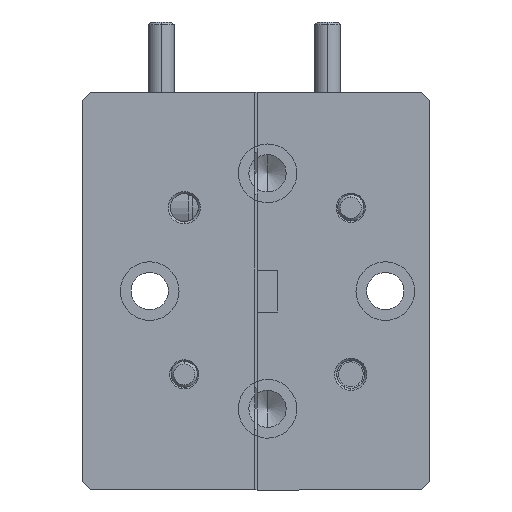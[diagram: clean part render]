
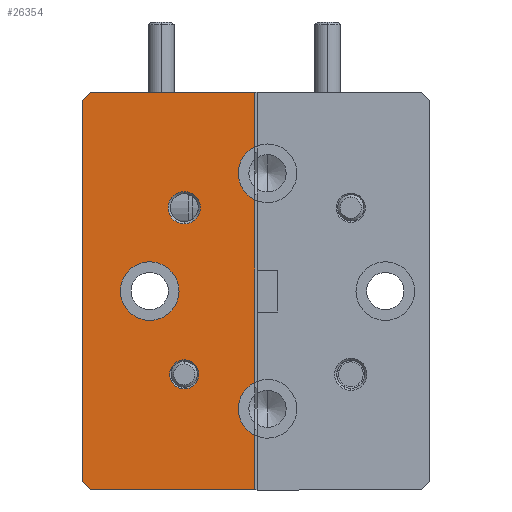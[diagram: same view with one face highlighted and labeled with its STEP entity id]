
A CAD part, left-side view. The second image highlights one B-rep face of the part: STEP entity #26354.
In plain terms, the highlighted planar face has unit normal (-1, 0, 0).
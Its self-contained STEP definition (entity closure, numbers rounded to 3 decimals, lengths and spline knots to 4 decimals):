
#14 = CIRCLE ( 'NONE', #27883, 0.0385 ) ;
#273 = CARTESIAN_POINT ( 'NONE',  ( -1.8, 0.1689, 0.1989 ) ) ;
#582 = CARTESIAN_POINT ( 'NONE',  ( -1.8, 0.412, 0.455 ) ) ;
#679 = DIRECTION ( 'NONE',  ( 0., 0., 1. ) ) ;
#1534 = CARTESIAN_POINT ( 'NONE',  ( -1.8, 0.412, 0.475 ) ) ;
#1588 = CARTESIAN_POINT ( 'NONE',  ( -1.8, 0.412, -0.475 ) ) ;
#1626 = LINE ( 'NONE', #1534, #32015 ) ;
#2771 = VERTEX_POINT ( 'NONE', #54032 ) ;
#2779 = CARTESIAN_POINT ( 'NONE',  ( -1.8, 0., 0.475 ) ) ;
#3265 = ORIENTED_EDGE ( 'NONE', *, *, #23973, .F. ) ;
#3361 = DIRECTION ( 'NONE',  ( -1., 0., 0. ) ) ;
#3561 = VERTEX_POINT ( 'NONE', #55580 ) ;
#3775 = AXIS2_PLACEMENT_3D ( 'NONE', #39591, #22415, #679 ) ;
#4279 = CIRCLE ( 'NONE', #11183, 0.0385 ) ;
#4557 = DIRECTION ( 'NONE',  ( 0., -0.707, 0.707 ) ) ;
#5590 = ORIENTED_EDGE ( 'NONE', *, *, #45393, .F. ) ;
#6248 = CIRCLE ( 'NONE', #7864, 0.0347 ) ;
#6328 = CARTESIAN_POINT ( 'NONE',  ( -1.8, 0., 0.218 ) ) ;
#6354 = EDGE_CURVE ( 'NONE', #22314, #27619, #12870, .T. ) ;
#7101 = EDGE_CURVE ( 'NONE', #2771, #30897, #15955, .T. ) ;
#7864 = AXIS2_PLACEMENT_3D ( 'NONE', #33739, #3361, #24720 ) ;
#7937 = ORIENTED_EDGE ( 'NONE', *, *, #55264, .F. ) ;
#8549 = EDGE_CURVE ( 'NONE', #14103, #27619, #1626, .T. ) ;
#9008 = DIRECTION ( 'NONE',  ( -1., 0., 0. ) ) ;
#9553 = CARTESIAN_POINT ( 'NONE',  ( -1.8, -0.03, -0.2813 ) ) ;
#10209 = ORIENTED_EDGE ( 'NONE', *, *, #7101, .F. ) ;
#11008 = VECTOR ( 'NONE', #48661, 39.3701 ) ;
#11183 = AXIS2_PLACEMENT_3D ( 'NONE', #273, #34990, #13338 ) ;
#11669 = AXIS2_PLACEMENT_3D ( 'NONE', #27512, #35990, #23552 ) ;
#12535 = DIRECTION ( 'NONE',  ( 0., 0., -1. ) ) ;
#12870 = LINE ( 'NONE', #582, #47923 ) ;
#13338 = DIRECTION ( 'NONE',  ( 0., 0., 1. ) ) ;
#13890 = DIRECTION ( 'NONE',  ( 0., 0., 1. ) ) ;
#14018 = ORIENTED_EDGE ( 'NONE', *, *, #16909, .F. ) ;
#14103 = VERTEX_POINT ( 'NONE', #2779 ) ;
#14646 = EDGE_LOOP ( 'NONE', ( #3265, #7937 ) ) ;
#14829 = VERTEX_POINT ( 'NONE', #41328 ) ;
#14953 = VERTEX_POINT ( 'NONE', #17154 ) ;
#15030 = FACE_BOUND ( 'NONE', #34806, .T. ) ;
#15517 = CARTESIAN_POINT ( 'NONE',  ( -1.8, 0.1689, -0.2336 ) ) ;
#15738 = FACE_BOUND ( 'NONE', #14646, .T. ) ;
#15955 = CIRCLE ( 'NONE', #45014, 0.07 ) ;
#16245 = ORIENTED_EDGE ( 'NONE', *, *, #34647, .T. ) ;
#16384 = FACE_OUTER_BOUND ( 'NONE', #17560, .T. ) ;
#16909 = EDGE_CURVE ( 'NONE', #14829, #3561, #18982, .T. ) ;
#16969 = VERTEX_POINT ( 'NONE', #30507 ) ;
#17154 = CARTESIAN_POINT ( 'NONE',  ( -1.8, 0., -0.475 ) ) ;
#17361 = DIRECTION ( 'NONE',  ( 0., 0., 1. ) ) ;
#17560 = EDGE_LOOP ( 'NONE', ( #10209, #16245, #36629, #37400, #20686, #43045, #54596, #40391, #17694, #18936 ) ) ;
#17694 = ORIENTED_EDGE ( 'NONE', *, *, #54595, .F. ) ;
#18254 = CARTESIAN_POINT ( 'NONE',  ( -1.8, 0.412, -0.455 ) ) ;
#18936 = ORIENTED_EDGE ( 'NONE', *, *, #42262, .T. ) ;
#18982 = CIRCLE ( 'NONE', #3775, 0.07 ) ;
#20686 = ORIENTED_EDGE ( 'NONE', *, *, #8549, .T. ) ;
#21065 = VECTOR ( 'NONE', #55773, 39.3701 ) ;
#21258 = CARTESIAN_POINT ( 'NONE',  ( -1.8, 0.412, -0.455 ) ) ;
#21391 = VECTOR ( 'NONE', #22189, 39.3701 ) ;
#22189 = DIRECTION ( 'NONE',  ( 0., 0., 1. ) ) ;
#22314 = VERTEX_POINT ( 'NONE', #23068 ) ;
#22415 = DIRECTION ( 'NONE',  ( -1., 0., 0. ) ) ;
#22764 = LINE ( 'NONE', #43161, #21391 ) ;
#23068 = CARTESIAN_POINT ( 'NONE',  ( -1.8, 0.412, 0.455 ) ) ;
#23552 = DIRECTION ( 'NONE',  ( 0., 0., 1. ) ) ;
#23696 = VERTEX_POINT ( 'NONE', #36451 ) ;
#23973 = EDGE_CURVE ( 'NONE', #23696, #52973, #6248, .T. ) ;
#24182 = DIRECTION ( 'NONE',  ( 0., 0., 1. ) ) ;
#24720 = DIRECTION ( 'NONE',  ( 0., 0., 1. ) ) ;
#25056 = CARTESIAN_POINT ( 'NONE',  ( -1.8, 0.1689, 0.1604 ) ) ;
#25166 = DIRECTION ( 'NONE',  ( 1., 0., 0. ) ) ;
#25168 = LINE ( 'NONE', #18254, #11008 ) ;
#26047 = VERTEX_POINT ( 'NONE', #49201 ) ;
#26049 = AXIS2_PLACEMENT_3D ( 'NONE', #26678, #25166, #12535 ) ;
#26354 = ADVANCED_FACE ( 'NONE', ( #16384, #53575, #15738, #15030 ), #51426, .F. ) ;
#26678 = CARTESIAN_POINT ( 'NONE',  ( -1.8, 0.412, 0.475 ) ) ;
#27512 = CARTESIAN_POINT ( 'NONE',  ( -1.8, 0.1689, -0.1989 ) ) ;
#27619 = VERTEX_POINT ( 'NONE', #50470 ) ;
#27883 = AXIS2_PLACEMENT_3D ( 'NONE', #29075, #29258, #33941 ) ;
#29039 = CARTESIAN_POINT ( 'NONE',  ( -1.8, 0., -0.3445 ) ) ;
#29075 = CARTESIAN_POINT ( 'NONE',  ( -1.8, 0.1689, 0.1989 ) ) ;
#29258 = DIRECTION ( 'NONE',  ( -1., 0., 0. ) ) ;
#29324 = VERTEX_POINT ( 'NONE', #21258 ) ;
#30420 = CARTESIAN_POINT ( 'NONE',  ( -1.8, 0.412, 0.475 ) ) ;
#30507 = CARTESIAN_POINT ( 'NONE',  ( -1.8, 0., 0.3445 ) ) ;
#30897 = VERTEX_POINT ( 'NONE', #29039 ) ;
#31056 = VECTOR ( 'NONE', #48827, 39.3701 ) ;
#31710 = LINE ( 'NONE', #1588, #31056 ) ;
#32015 = VECTOR ( 'NONE', #48202, 39.3701 ) ;
#33195 = CARTESIAN_POINT ( 'NONE',  ( -1.8, 0.2512, 0. ) ) ;
#33739 = CARTESIAN_POINT ( 'NONE',  ( -1.8, 0.1689, -0.1989 ) ) ;
#33941 = DIRECTION ( 'NONE',  ( 0., 0., 1. ) ) ;
#34459 = VECTOR ( 'NONE', #52656, 39.3701 ) ;
#34647 = EDGE_CURVE ( 'NONE', #2771, #51179, #54306, .T. ) ;
#34806 = EDGE_LOOP ( 'NONE', ( #14018, #41551 ) ) ;
#34990 = DIRECTION ( 'NONE',  ( -1., 0., 0. ) ) ;
#35464 = EDGE_CURVE ( 'NONE', #45199, #41133, #14, .T. ) ;
#35990 = DIRECTION ( 'NONE',  ( -1., 0., 0. ) ) ;
#36451 = CARTESIAN_POINT ( 'NONE',  ( -1.8, 0.1689, -0.1641 ) ) ;
#36629 = ORIENTED_EDGE ( 'NONE', *, *, #37985, .F. ) ;
#37400 = ORIENTED_EDGE ( 'NONE', *, *, #50978, .T. ) ;
#37985 = EDGE_CURVE ( 'NONE', #16969, #51179, #38140, .T. ) ;
#38140 = CIRCLE ( 'NONE', #46797, 0.07 ) ;
#39591 = CARTESIAN_POINT ( 'NONE',  ( -1.8, 0.2512, 0. ) ) ;
#39975 = EDGE_CURVE ( 'NONE', #26047, #29324, #25168, .T. ) ;
#40105 = VECTOR ( 'NONE', #17361, 39.3701 ) ;
#40186 = EDGE_LOOP ( 'NONE', ( #52335, #5590 ) ) ;
#40391 = ORIENTED_EDGE ( 'NONE', *, *, #39975, .F. ) ;
#40670 = LINE ( 'NONE', #30420, #21065 ) ;
#41133 = VERTEX_POINT ( 'NONE', #25056 ) ;
#41260 = EDGE_CURVE ( 'NONE', #29324, #22314, #40670, .T. ) ;
#41328 = CARTESIAN_POINT ( 'NONE',  ( -1.8, 0.2512, 0.07 ) ) ;
#41348 = CARTESIAN_POINT ( 'NONE',  ( -1.8, -0.03, 0.2812 ) ) ;
#41551 = ORIENTED_EDGE ( 'NONE', *, *, #52206, .F. ) ;
#41852 = CARTESIAN_POINT ( 'NONE',  ( -1.8, 0.1689, 0.2374 ) ) ;
#41902 = CARTESIAN_POINT ( 'NONE',  ( -1.8, 0., 0. ) ) ;
#41910 = DIRECTION ( 'NONE',  ( -1., 0., 0. ) ) ;
#42262 = EDGE_CURVE ( 'NONE', #14953, #30897, #53449, .T. ) ;
#43045 = ORIENTED_EDGE ( 'NONE', *, *, #6354, .F. ) ;
#43161 = CARTESIAN_POINT ( 'NONE',  ( -1.8, 0., 0. ) ) ;
#44416 = AXIS2_PLACEMENT_3D ( 'NONE', #33195, #41910, #46271 ) ;
#45014 = AXIS2_PLACEMENT_3D ( 'NONE', #9553, #9008, #13890 ) ;
#45199 = VERTEX_POINT ( 'NONE', #41852 ) ;
#45393 = EDGE_CURVE ( 'NONE', #41133, #45199, #4279, .T. ) ;
#45528 = DIRECTION ( 'NONE',  ( -1., 0., 0. ) ) ;
#46271 = DIRECTION ( 'NONE',  ( 0., 0., 1. ) ) ;
#46797 = AXIS2_PLACEMENT_3D ( 'NONE', #41348, #45528, #24182 ) ;
#47923 = VECTOR ( 'NONE', #4557, 39.3701 ) ;
#48202 = DIRECTION ( 'NONE',  ( 0., 1., 0. ) ) ;
#48284 = CARTESIAN_POINT ( 'NONE',  ( -1.8, 0., 0. ) ) ;
#48661 = DIRECTION ( 'NONE',  ( 0., 0.707, 0.707 ) ) ;
#48827 = DIRECTION ( 'NONE',  ( 0., 1., 0. ) ) ;
#49201 = CARTESIAN_POINT ( 'NONE',  ( -1.8, 0.392, -0.475 ) ) ;
#49308 = CIRCLE ( 'NONE', #11669, 0.0347 ) ;
#50470 = CARTESIAN_POINT ( 'NONE',  ( -1.8, 0.392, 0.475 ) ) ;
#50978 = EDGE_CURVE ( 'NONE', #16969, #14103, #22764, .T. ) ;
#51179 = VERTEX_POINT ( 'NONE', #6328 ) ;
#51426 = PLANE ( 'NONE',  #26049 ) ;
#52206 = EDGE_CURVE ( 'NONE', #3561, #14829, #53772, .T. ) ;
#52335 = ORIENTED_EDGE ( 'NONE', *, *, #35464, .F. ) ;
#52656 = DIRECTION ( 'NONE',  ( 0., 0., 1. ) ) ;
#52973 = VERTEX_POINT ( 'NONE', #15517 ) ;
#53449 = LINE ( 'NONE', #48284, #34459 ) ;
#53575 = FACE_BOUND ( 'NONE', #40186, .T. ) ;
#53772 = CIRCLE ( 'NONE', #44416, 0.07 ) ;
#54032 = CARTESIAN_POINT ( 'NONE',  ( -1.8, 0., -0.218 ) ) ;
#54306 = LINE ( 'NONE', #41902, #40105 ) ;
#54595 = EDGE_CURVE ( 'NONE', #14953, #26047, #31710, .T. ) ;
#54596 = ORIENTED_EDGE ( 'NONE', *, *, #41260, .F. ) ;
#55264 = EDGE_CURVE ( 'NONE', #52973, #23696, #49308, .T. ) ;
#55580 = CARTESIAN_POINT ( 'NONE',  ( -1.8, 0.2512, -0.07 ) ) ;
#55773 = DIRECTION ( 'NONE',  ( 0., 0., 1. ) ) ;
